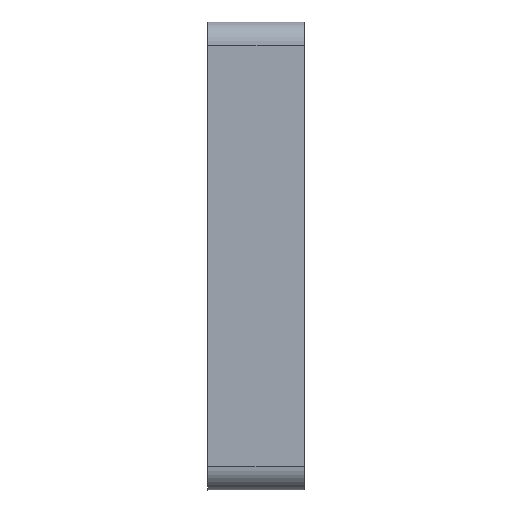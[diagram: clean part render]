
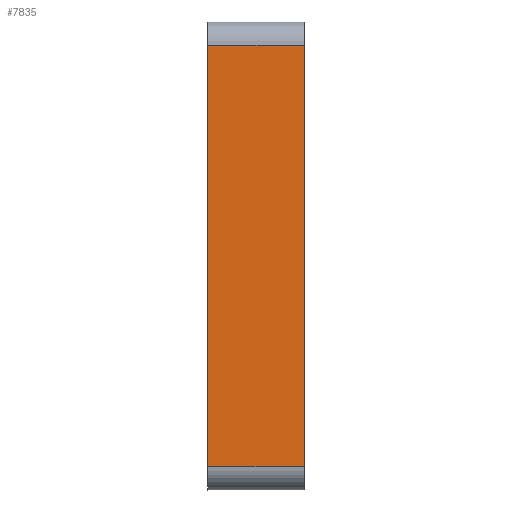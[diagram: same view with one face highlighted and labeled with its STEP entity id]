
A CAD part, left-side view. The second image highlights one B-rep face of the part: STEP entity #7835.
In plain terms, the highlighted planar face has unit normal (-1, 0, 0).
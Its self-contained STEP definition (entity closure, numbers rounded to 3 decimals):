
#44 = EDGE_LOOP ( 'NONE', ( #102, #4293, #11155, #12923 ) ) ;
#102 = ORIENTED_EDGE ( 'NONE', *, *, #11053, .T. ) ;
#305 = PLANE ( 'NONE',  #12894 ) ;
#481 = VECTOR ( 'NONE', #5307, 1000. ) ;
#1584 = DIRECTION ( 'NONE',  ( 0., 0., 1. ) ) ;
#2032 = CARTESIAN_POINT ( 'NONE',  ( -160., 33., -72. ) ) ;
#2120 = LINE ( 'NONE', #2696, #11965 ) ;
#2277 = VERTEX_POINT ( 'NONE', #9248 ) ;
#2351 = VERTEX_POINT ( 'NONE', #6208 ) ;
#2696 = CARTESIAN_POINT ( 'NONE',  ( -160., 0., -72. ) ) ;
#2925 = EDGE_CURVE ( 'NONE', #2277, #2351, #7499, .T. ) ;
#3680 = EDGE_CURVE ( 'NONE', #2351, #8046, #11902, .T. ) ;
#4293 = ORIENTED_EDGE ( 'NONE', *, *, #3680, .F. ) ;
#5307 = DIRECTION ( 'NONE',  ( 0., -1., 0. ) ) ;
#5539 = CARTESIAN_POINT ( 'NONE',  ( -160., 0., -72. ) ) ;
#6208 = CARTESIAN_POINT ( 'NONE',  ( -160., 33., 72. ) ) ;
#6562 = CARTESIAN_POINT ( 'NONE',  ( -160., 33., 72. ) ) ;
#6667 = VECTOR ( 'NONE', #10999, 1000. ) ;
#6680 = CARTESIAN_POINT ( 'NONE',  ( -160., 33., -72. ) ) ;
#7499 = LINE ( 'NONE', #6680, #11746 ) ;
#7835 = ADVANCED_FACE ( 'NONE', ( #12846 ), #305, .F. ) ;
#7877 = VERTEX_POINT ( 'NONE', #5539 ) ;
#8046 = VERTEX_POINT ( 'NONE', #8417 ) ;
#8417 = CARTESIAN_POINT ( 'NONE',  ( -160., 0., 72. ) ) ;
#8644 = DIRECTION ( 'NONE',  ( 0., 0., 1. ) ) ;
#8789 = DIRECTION ( 'NONE',  ( 1., 0., 0. ) ) ;
#9248 = CARTESIAN_POINT ( 'NONE',  ( -160., 33., -72. ) ) ;
#10794 = CARTESIAN_POINT ( 'NONE',  ( -160., 33., -72. ) ) ;
#10999 = DIRECTION ( 'NONE',  ( 0., -1., 0. ) ) ;
#11053 = EDGE_CURVE ( 'NONE', #7877, #8046, #2120, .T. ) ;
#11137 = LINE ( 'NONE', #2032, #481 ) ;
#11155 = ORIENTED_EDGE ( 'NONE', *, *, #2925, .F. ) ;
#11295 = EDGE_CURVE ( 'NONE', #2277, #7877, #11137, .T. ) ;
#11746 = VECTOR ( 'NONE', #8644, 1000. ) ;
#11809 = DIRECTION ( 'NONE',  ( 0., 0., -1. ) ) ;
#11902 = LINE ( 'NONE', #6562, #6667 ) ;
#11965 = VECTOR ( 'NONE', #1584, 1000. ) ;
#12846 = FACE_OUTER_BOUND ( 'NONE', #44, .T. ) ;
#12894 = AXIS2_PLACEMENT_3D ( 'NONE', #10794, #8789, #11809 ) ;
#12923 = ORIENTED_EDGE ( 'NONE', *, *, #11295, .T. ) ;
